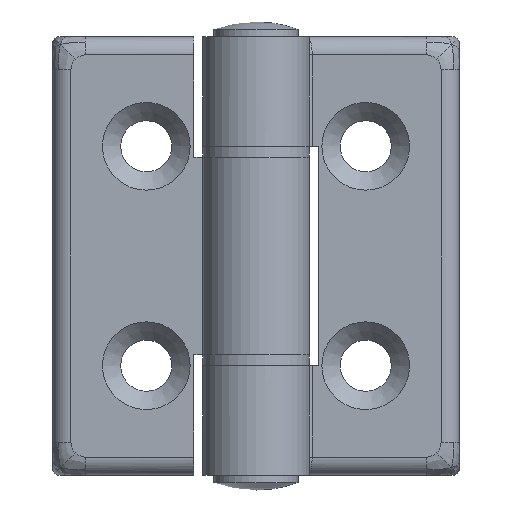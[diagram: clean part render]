
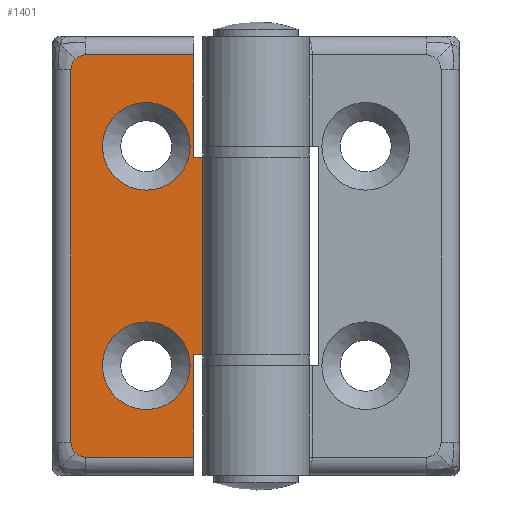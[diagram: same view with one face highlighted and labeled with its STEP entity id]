
A CAD part, front view. The second image highlights one B-rep face of the part: STEP entity #1401.
In plain terms, the highlighted face is planar.
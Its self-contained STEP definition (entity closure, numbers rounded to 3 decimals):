
#64=FACE_BOUND('',#457,.T.);
#65=FACE_BOUND('',#458,.T.);
#88=PLANE('',#1541);
#137=LINE('',#4029,#209);
#139=LINE('',#4035,#211);
#144=LINE('',#4052,#216);
#148=LINE('',#4060,#220);
#151=LINE('',#4066,#223);
#152=LINE('',#4068,#224);
#153=LINE('',#4070,#225);
#154=LINE('',#4071,#226);
#209=VECTOR('',#1826,51.001);
#211=VECTOR('',#1832,14.8);
#216=VECTOR('',#1849,14.8);
#220=VECTOR('',#1857,14.);
#223=VECTOR('',#1862,14.);
#224=VECTOR('',#1863,1.452);
#225=VECTOR('',#1864,27.);
#226=VECTOR('',#1865,1.452);
#344=FACE_OUTER_BOUND('',#456,.T.);
#456=EDGE_LOOP('',(#1229,#1230,#1231,#1232,#1233,#1234,#1235,#1236,#1237,
#1238,#1239,#1240));
#457=EDGE_LOOP('',(#1241));
#458=EDGE_LOOP('',(#1242));
#520=CIRCLE('',#1508,2.);
#526=CIRCLE('',#1514,2.);
#528=CIRCLE('',#1517,6.);
#531=CIRCLE('',#1522,6.);
#535=CIRCLE('',#1527,2.);
#537=CIRCLE('',#1529,2.);
#678=VERTEX_POINT('',#3491);
#679=VERTEX_POINT('',#3498);
#690=VERTEX_POINT('',#3875);
#691=VERTEX_POINT('',#3882);
#692=VERTEX_POINT('',#3886);
#695=VERTEX_POINT('',#3894);
#698=VERTEX_POINT('',#3961);
#699=VERTEX_POINT('',#4024);
#700=VERTEX_POINT('',#4031);
#707=VERTEX_POINT('',#4050);
#709=VERTEX_POINT('',#4059);
#711=VERTEX_POINT('',#4065);
#712=VERTEX_POINT('',#4067);
#713=VERTEX_POINT('',#4069);
#847=EDGE_CURVE('',#678,#679,#520,.T.);
#863=EDGE_CURVE('',#690,#691,#526,.T.);
#865=EDGE_CURVE('',#692,#692,#528,.T.);
#868=EDGE_CURVE('',#695,#695,#531,.T.);
#872=EDGE_CURVE('',#698,#690,#535,.T.);
#874=EDGE_CURVE('',#699,#678,#537,.T.);
#876=EDGE_CURVE('',#691,#699,#137,.T.);
#879=EDGE_CURVE('',#679,#700,#139,.T.);
#887=EDGE_CURVE('',#707,#698,#144,.T.);
#891=EDGE_CURVE('',#709,#700,#148,.T.);
#894=EDGE_CURVE('',#707,#711,#151,.T.);
#895=EDGE_CURVE('',#711,#712,#152,.T.);
#896=EDGE_CURVE('',#713,#712,#153,.T.);
#897=EDGE_CURVE('',#713,#709,#154,.T.);
#1229=ORIENTED_EDGE('',*,*,#879,.F.);
#1230=ORIENTED_EDGE('',*,*,#847,.F.);
#1231=ORIENTED_EDGE('',*,*,#874,.F.);
#1232=ORIENTED_EDGE('',*,*,#876,.F.);
#1233=ORIENTED_EDGE('',*,*,#863,.F.);
#1234=ORIENTED_EDGE('',*,*,#872,.F.);
#1235=ORIENTED_EDGE('',*,*,#887,.F.);
#1236=ORIENTED_EDGE('',*,*,#894,.T.);
#1237=ORIENTED_EDGE('',*,*,#895,.T.);
#1238=ORIENTED_EDGE('',*,*,#896,.F.);
#1239=ORIENTED_EDGE('',*,*,#897,.T.);
#1240=ORIENTED_EDGE('',*,*,#891,.T.);
#1241=ORIENTED_EDGE('',*,*,#865,.T.);
#1242=ORIENTED_EDGE('',*,*,#868,.T.);
#1401=ADVANCED_FACE('',(#344,#64,#65),#88,.T.);
#1508=AXIS2_PLACEMENT_3D('',#3499,#1779,#1780);
#1514=AXIS2_PLACEMENT_3D('',#3883,#1791,#1792);
#1517=AXIS2_PLACEMENT_3D('',#3887,#1797,#1798);
#1522=AXIS2_PLACEMENT_3D('',#3895,#1807,#1808);
#1527=AXIS2_PLACEMENT_3D('',#3963,#1817,#1818);
#1529=AXIS2_PLACEMENT_3D('',#4026,#1821,#1822);
#1541=AXIS2_PLACEMENT_3D('',#4064,#1860,#1861);
#1779=DIRECTION('center_axis',(0.,-1.,0.));
#1780=DIRECTION('ref_axis',(0.707,0.,0.707));
#1791=DIRECTION('center_axis',(0.,-1.,0.));
#1792=DIRECTION('ref_axis',(0.707,0.,-0.707));
#1797=DIRECTION('center_axis',(0.,-1.,0.));
#1798=DIRECTION('ref_axis',(1.,0.,0.));
#1807=DIRECTION('center_axis',(0.,-1.,0.));
#1808=DIRECTION('ref_axis',(1.,0.,0.));
#1817=DIRECTION('center_axis',(0.,-1.,0.));
#1818=DIRECTION('ref_axis',(0.707,0.,-0.707));
#1821=DIRECTION('center_axis',(0.,-1.,0.));
#1822=DIRECTION('ref_axis',(0.707,0.,0.707));
#1826=DIRECTION('',(0.,0.,1.));
#1832=DIRECTION('',(-1.,0.,0.));
#1849=DIRECTION('',(1.,0.,0.));
#1857=DIRECTION('',(0.,0.,1.));
#1860=DIRECTION('center_axis',(0.,1.,0.));
#1861=DIRECTION('ref_axis',(-1.,0.,0.));
#1862=DIRECTION('',(0.,0.,1.));
#1863=DIRECTION('',(-1.,0.,0.));
#1864=DIRECTION('',(0.,0.,-1.));
#1865=DIRECTION('',(1.,0.,0.));
#3491=CARTESIAN_POINT('',(24.714,5.9,26.914));
#3498=CARTESIAN_POINT('',(23.3,5.9,27.5));
#3499=CARTESIAN_POINT('Origin',(23.3,5.9,25.5));
#3875=CARTESIAN_POINT('',(24.714,5.9,-26.914));
#3882=CARTESIAN_POINT('',(25.3,5.9,-25.5));
#3883=CARTESIAN_POINT('Origin',(23.3,5.9,-25.5));
#3886=CARTESIAN_POINT('',(21.,5.9,-15.));
#3887=CARTESIAN_POINT('Origin',(15.,5.9,-15.));
#3894=CARTESIAN_POINT('',(21.,5.9,15.));
#3895=CARTESIAN_POINT('Origin',(15.,5.9,15.));
#3961=CARTESIAN_POINT('',(23.3,5.9,-27.5));
#3963=CARTESIAN_POINT('Origin',(23.3,5.9,-25.5));
#4024=CARTESIAN_POINT('',(25.3,5.9,25.5));
#4026=CARTESIAN_POINT('Origin',(23.3,5.9,25.5));
#4029=CARTESIAN_POINT('',(25.3,5.9,0.));
#4031=CARTESIAN_POINT('',(8.5,5.9,27.5));
#4035=CARTESIAN_POINT('',(16.258,5.9,27.5));
#4050=CARTESIAN_POINT('',(8.5,5.9,-27.5));
#4052=CARTESIAN_POINT('',(16.258,5.9,-27.5));
#4059=CARTESIAN_POINT('',(8.5,5.9,13.5));
#4060=CARTESIAN_POINT('',(8.5,5.9,15.));
#4064=CARTESIAN_POINT('Origin',(27.8,5.9,0.));
#4065=CARTESIAN_POINT('',(8.5,5.9,-13.5));
#4066=CARTESIAN_POINT('',(8.5,5.9,-6.75));
#4067=CARTESIAN_POINT('',(7.048,5.9,-13.5));
#4068=CARTESIAN_POINT('',(10.25,5.9,-13.5));
#4069=CARTESIAN_POINT('',(7.048,5.9,13.5));
#4070=CARTESIAN_POINT('',(7.048,5.9,0.));
#4071=CARTESIAN_POINT('',(18.15,5.9,13.5));
